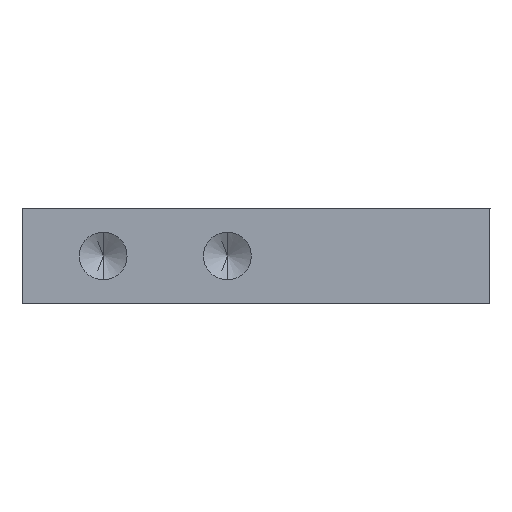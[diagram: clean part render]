
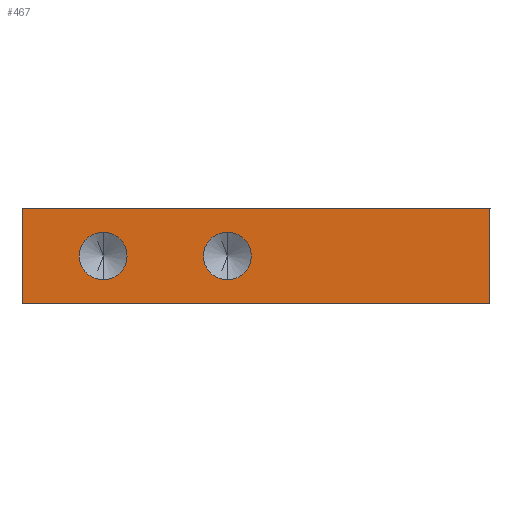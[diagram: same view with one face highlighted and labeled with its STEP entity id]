
A CAD part, front view. The second image highlights one B-rep face of the part: STEP entity #467.
In plain terms, the highlighted planar face has unit normal (0, -1, 0).
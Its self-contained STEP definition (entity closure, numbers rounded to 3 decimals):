
#10 = VERTEX_POINT ( 'NONE', #838 ) ;
#28 = EDGE_CURVE ( 'NONE', #10, #711, #833, .T. ) ;
#41 = DIRECTION ( 'NONE',  ( 0., 0., -1. ) ) ;
#47 = DIRECTION ( 'NONE',  ( 0., 0., -1. ) ) ;
#51 = ORIENTED_EDGE ( 'NONE', *, *, #28, .T. ) ;
#57 = FACE_BOUND ( 'NONE', #348, .T. ) ;
#62 = CARTESIAN_POINT ( 'NONE',  ( -3.75, 0., 2.5 ) ) ;
#63 = ORIENTED_EDGE ( 'NONE', *, *, #219, .F. ) ;
#64 = CARTESIAN_POINT ( 'NONE',  ( -10.25, 0., 2.5 ) ) ;
#75 = EDGE_LOOP ( 'NONE', ( #51, #169, #226, #540 ) ) ;
#89 = VECTOR ( 'NONE', #761, 1000. ) ;
#120 = EDGE_CURVE ( 'NONE', #190, #443, #223, .T. ) ;
#132 = DIRECTION ( 'NONE',  ( 0., 1., 0. ) ) ;
#144 = EDGE_CURVE ( 'NONE', #564, #164, #349, .T. ) ;
#152 = DIRECTION ( 'NONE',  ( 0., 0., -1. ) ) ;
#164 = VERTEX_POINT ( 'NONE', #1016 ) ;
#169 = ORIENTED_EDGE ( 'NONE', *, *, #383, .F. ) ;
#184 = EDGE_CURVE ( 'NONE', #688, #749, #860, .T. ) ;
#190 = VERTEX_POINT ( 'NONE', #466 ) ;
#200 = ORIENTED_EDGE ( 'NONE', *, *, #120, .F. ) ;
#213 = FACE_BOUND ( 'NONE', #521, .T. ) ;
#219 = EDGE_CURVE ( 'NONE', #164, #564, #410, .T. ) ;
#223 = CIRCLE ( 'NONE', #802, 1.25 ) ;
#226 = ORIENTED_EDGE ( 'NONE', *, *, #184, .F. ) ;
#228 = DIRECTION ( 'NONE',  ( 0., 0., 1. ) ) ;
#231 = ORIENTED_EDGE ( 'NONE', *, *, #144, .F. ) ;
#248 = AXIS2_PLACEMENT_3D ( 'NONE', #545, #789, #152 ) ;
#250 = AXIS2_PLACEMENT_3D ( 'NONE', #62, #697, #47 ) ;
#301 = VECTOR ( 'NONE', #41, 1000. ) ;
#303 = VECTOR ( 'NONE', #978, 1000. ) ;
#348 = EDGE_LOOP ( 'NONE', ( #799, #200 ) ) ;
#349 = CIRCLE ( 'NONE', #722, 1.25 ) ;
#368 = DIRECTION ( 'NONE',  ( 0., -1., 0. ) ) ;
#383 = EDGE_CURVE ( 'NONE', #749, #711, #596, .T. ) ;
#387 = CARTESIAN_POINT ( 'NONE',  ( 10., 0., 5. ) ) ;
#396 = DIRECTION ( 'NONE',  ( 1., 0., 0. ) ) ;
#410 = CIRCLE ( 'NONE', #248, 1.25 ) ;
#443 = VERTEX_POINT ( 'NONE', #454 ) ;
#454 = CARTESIAN_POINT ( 'NONE',  ( -3.75, 0., 1.25 ) ) ;
#466 = CARTESIAN_POINT ( 'NONE',  ( -3.75, 0., 3.75 ) ) ;
#467 = ADVANCED_FACE ( 'NONE', ( #57, #213, #536 ), #603, .F. ) ;
#482 = CARTESIAN_POINT ( 'NONE',  ( 10., 0., 5. ) ) ;
#493 = AXIS2_PLACEMENT_3D ( 'NONE', #387, #132, #228 ) ;
#521 = EDGE_LOOP ( 'NONE', ( #63, #231 ) ) ;
#536 = FACE_OUTER_BOUND ( 'NONE', #75, .T. ) ;
#540 = ORIENTED_EDGE ( 'NONE', *, *, #801, .T. ) ;
#545 = CARTESIAN_POINT ( 'NONE',  ( -10.25, 0., 2.5 ) ) ;
#564 = VERTEX_POINT ( 'NONE', #880 ) ;
#566 = DIRECTION ( 'NONE',  ( 0., 0., -1. ) ) ;
#596 = LINE ( 'NONE', #757, #301 ) ;
#603 = PLANE ( 'NONE',  #493 ) ;
#610 = CARTESIAN_POINT ( 'NONE',  ( -3.75, 0., 2.5 ) ) ;
#688 = VERTEX_POINT ( 'NONE', #947 ) ;
#697 = DIRECTION ( 'NONE',  ( 0., -1., 0. ) ) ;
#711 = VERTEX_POINT ( 'NONE', #960 ) ;
#722 = AXIS2_PLACEMENT_3D ( 'NONE', #64, #800, #566 ) ;
#746 = CARTESIAN_POINT ( 'NONE',  ( -14.5, 0., 5. ) ) ;
#749 = VERTEX_POINT ( 'NONE', #482 ) ;
#757 = CARTESIAN_POINT ( 'NONE',  ( 10., 0., 5. ) ) ;
#761 = DIRECTION ( 'NONE',  ( 1., 0., 0. ) ) ;
#789 = DIRECTION ( 'NONE',  ( 0., -1., 0. ) ) ;
#799 = ORIENTED_EDGE ( 'NONE', *, *, #1012, .F. ) ;
#800 = DIRECTION ( 'NONE',  ( 0., -1., 0. ) ) ;
#801 = EDGE_CURVE ( 'NONE', #688, #10, #895, .T. ) ;
#802 = AXIS2_PLACEMENT_3D ( 'NONE', #610, #368, #1005 ) ;
#833 = LINE ( 'NONE', #996, #89 ) ;
#838 = CARTESIAN_POINT ( 'NONE',  ( -14.5, 0., 0. ) ) ;
#845 = VECTOR ( 'NONE', #396, 1000. ) ;
#860 = LINE ( 'NONE', #1021, #845 ) ;
#880 = CARTESIAN_POINT ( 'NONE',  ( -10.25, 0., 3.75 ) ) ;
#895 = LINE ( 'NONE', #746, #303 ) ;
#947 = CARTESIAN_POINT ( 'NONE',  ( -14.5, 0., 5. ) ) ;
#960 = CARTESIAN_POINT ( 'NONE',  ( 10., 0., 0. ) ) ;
#974 = CIRCLE ( 'NONE', #250, 1.25 ) ;
#978 = DIRECTION ( 'NONE',  ( 0., 0., -1. ) ) ;
#996 = CARTESIAN_POINT ( 'NONE',  ( 10., 0., 0. ) ) ;
#1005 = DIRECTION ( 'NONE',  ( 0., 0., -1. ) ) ;
#1012 = EDGE_CURVE ( 'NONE', #443, #190, #974, .T. ) ;
#1016 = CARTESIAN_POINT ( 'NONE',  ( -10.25, 0., 1.25 ) ) ;
#1021 = CARTESIAN_POINT ( 'NONE',  ( -10., 0., 5. ) ) ;
